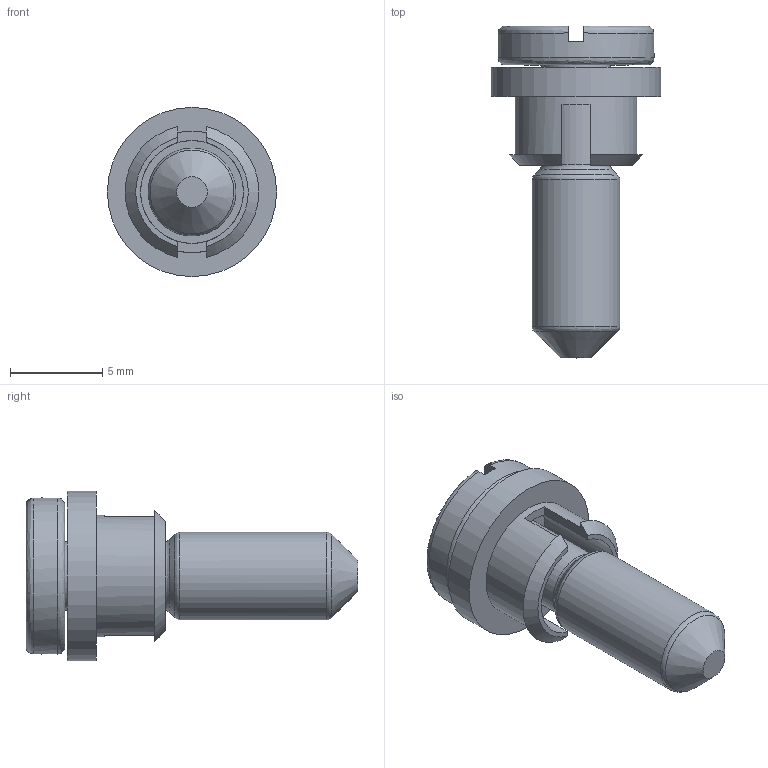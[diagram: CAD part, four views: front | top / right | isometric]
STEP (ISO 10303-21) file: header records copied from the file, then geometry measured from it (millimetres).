
FILE_DESCRIPTION (( 'STEP AP214' ), '1' );
FILE_NAME ('SCE-102534.STEP', '2021-01-13T14:13:04', ( '' ), ( '' ), 'SwSTEP 2.0', 'SolidWorks 2019', '' );
FILE_SCHEMA (( 'AUTOMOTIVE_DESIGN' ));
Length unit declared in the file: inch
Products named in the file (1): SCE-102534
Bounding box: 9.19 x 18.03 x 9.19 mm (x, y, z)
Volume: 432.6 mm3; surface area: 694.7 mm2
Topology: 2 solids, 2 shells, 58 faces, 163 edges, 90 vertices
Faces by surface type: bspline 26, plane 22, cylinder 6, cone 4
Full cylindrical faces by diameter (mm): 3.708 x1, 4.775 x1, 5.588 x1, 6.604 x1, 8.484 x1, 9.195 x1
Entity records: 2891 total; most frequent: CARTESIAN_POINT 963, ORIENTED_EDGE 242, DIRECTION 180, EDGE_CURVE 121, VERTEX_POINT 80, EDGE_LOOP 73, FACE_OUTER_BOUND 68, LENGTH_MEASURE_WITH_UNIT 62
